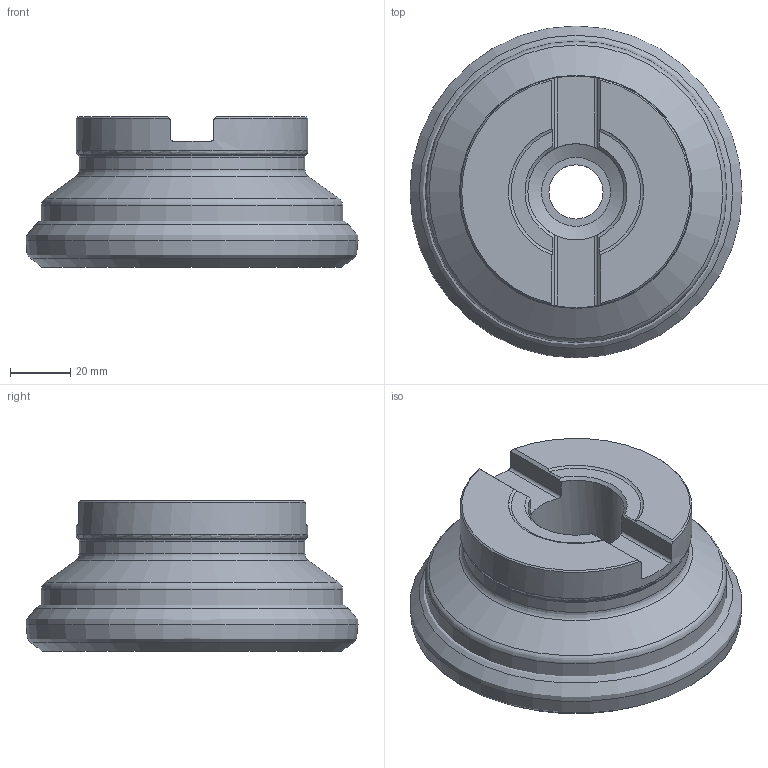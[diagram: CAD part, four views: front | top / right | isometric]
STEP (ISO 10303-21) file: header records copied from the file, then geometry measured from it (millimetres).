
FILE_DESCRIPTION(/* description */ (''),/* implementation_level */ '2;1');
FILE_NAME(/* name */ 'R220.43-0100-06-10SA_Basic.stp',/* time_stamp */ '2024-06-13T15:53:47+05:00',/* author */ (''),/* organization */ (''),/* preprocessor_version */ 'ST-DEVELOPER v16.7',/* originating_system */ 'SIEMENS PLM Software NX 12.0',/* authorisation */ '');
FILE_SCHEMA (('AUTOMOTIVE_DESIGN { 1 0 10303 214 3 1 1 1 }'));
Length unit declared in the file: millimetre
Products named in the file (4): CUT; NOCUT; ASSEMBLY_CONSTRUCTION; A2746663_stp_stp
Assembly tree (3 placements, depth 2):
  A2746663_stp_stp
    ASSEMBLY_CONSTRUCTION
    NOCUT
    CUT
Bounding box: 110.34 x 110.34 x 50.01 mm (x, y, z)
Volume: 317391 mm3; surface area: 48051.3 mm2
Topology: 2 solids, 2 shells, 59 faces, 151 edges, 111 vertices
Faces by surface type: plane 17, cone 12, torus 12, cylinder 10, revolution 8
Full cylindrical faces by diameter (mm): 18 x1, 27 x1, 32 x1, 75 x1, 77 x1, 100.174 x1
Entity records: 2280 total; most frequent: CARTESIAN_POINT 777, DIRECTION 284, ORIENTED_EDGE 212, AXIS2_PLACEMENT_3D 124, EDGE_CURVE 106, EDGE_LOOP 94, VERTEX_POINT 82, FACE_BOUND 70
